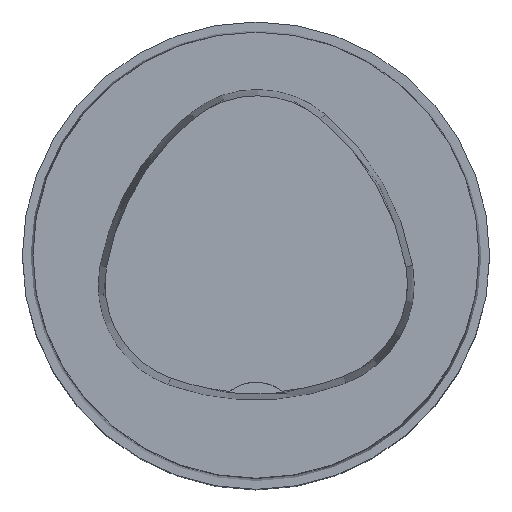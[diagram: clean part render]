
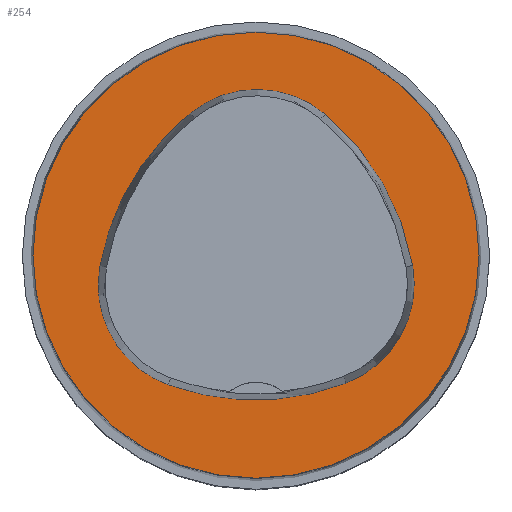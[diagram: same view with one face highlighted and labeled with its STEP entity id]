
A CAD part, top view. The second image highlights one B-rep face of the part: STEP entity #254.
In plain terms, the highlighted planar face has unit normal (0, 0, 1).
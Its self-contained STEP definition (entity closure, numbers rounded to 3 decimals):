
#184=PLANE('',#869);
#254=ADVANCED_FACE('',(#348,#349),#184,.T.);
#348=FACE_BOUND('',#420,.T.);
#349=FACE_BOUND('',#421,.T.);
#420=EDGE_LOOP('',(#547,#548,#549,#550,#551,#552));
#421=EDGE_LOOP('',(#553));
#547=ORIENTED_EDGE('',*,*,#725,.T.);
#548=ORIENTED_EDGE('',*,*,#705,.T.);
#549=ORIENTED_EDGE('',*,*,#709,.T.);
#550=ORIENTED_EDGE('',*,*,#712,.T.);
#551=ORIENTED_EDGE('',*,*,#715,.T.);
#552=ORIENTED_EDGE('',*,*,#723,.T.);
#553=ORIENTED_EDGE('',*,*,#696,.F.);
#634=VERTEX_POINT('',#1221);
#643=VERTEX_POINT('',#1240);
#644=VERTEX_POINT('',#1241);
#647=VERTEX_POINT('',#1249);
#649=VERTEX_POINT('',#1255);
#651=VERTEX_POINT('',#1261);
#658=VERTEX_POINT('',#1282);
#696=EDGE_CURVE('',#634,#634,#766,.T.);
#705=EDGE_CURVE('',#643,#644,#767,.T.);
#709=EDGE_CURVE('',#644,#647,#769,.T.);
#712=EDGE_CURVE('',#647,#649,#771,.T.);
#715=EDGE_CURVE('',#649,#651,#773,.T.);
#723=EDGE_CURVE('',#651,#658,#777,.T.);
#725=EDGE_CURVE('',#658,#643,#779,.T.);
#766=CIRCLE('',#841,31.5);
#767=CIRCLE('',#847,36.);
#769=CIRCLE('',#850,15.);
#771=CIRCLE('',#853,36.);
#773=CIRCLE('',#856,15.);
#777=CIRCLE('',#861,36.);
#779=CIRCLE('',#864,15.);
#841=AXIS2_PLACEMENT_3D('',#1220,#1005,#1006);
#847=AXIS2_PLACEMENT_3D('',#1239,#1021,#1022);
#850=AXIS2_PLACEMENT_3D('',#1248,#1029,#1030);
#853=AXIS2_PLACEMENT_3D('',#1254,#1036,#1037);
#856=AXIS2_PLACEMENT_3D('',#1260,#1043,#1044);
#861=AXIS2_PLACEMENT_3D('',#1283,#1055,#1056);
#864=AXIS2_PLACEMENT_3D('',#1286,#1061,#1062);
#869=AXIS2_PLACEMENT_3D('',#1291,#1071,#1072);
#1005=DIRECTION('',(0.,0.,-1.));
#1006=DIRECTION('',(-1.,0.,0.));
#1021=DIRECTION('',(0.,0.,-1.));
#1022=DIRECTION('',(-1.,0.,0.));
#1029=DIRECTION('',(0.,0.,-1.));
#1030=DIRECTION('',(-1.,0.,0.));
#1036=DIRECTION('',(0.,0.,-1.));
#1037=DIRECTION('',(-1.,0.,0.));
#1043=DIRECTION('',(0.,0.,-1.));
#1044=DIRECTION('',(-1.,0.,0.));
#1055=DIRECTION('',(0.,0.,-1.));
#1056=DIRECTION('',(-1.,0.,0.));
#1061=DIRECTION('',(0.,0.,-1.));
#1062=DIRECTION('',(-1.,0.,0.));
#1071=DIRECTION('',(0.,0.,1.));
#1072=DIRECTION('',(1.,0.,0.));
#1220=CARTESIAN_POINT('',(0.,0.,0.));
#1221=CARTESIAN_POINT('',(-31.5,0.,0.));
#1239=CARTESIAN_POINT('',(13.398,-7.893,0.));
#1240=CARTESIAN_POINT('',(-22.041,-1.562,0.));
#1241=CARTESIAN_POINT('',(-9.317,20.036,0.));
#1248=CARTESIAN_POINT('',(0.148,8.399,0.));
#1249=CARTESIAN_POINT('',(9.779,19.898,0.));
#1254=CARTESIAN_POINT('',(-13.337,-7.7,0.));
#1255=CARTESIAN_POINT('',(22.122,-1.48,0.));
#1260=CARTESIAN_POINT('',(7.347,-4.071,0.));
#1261=CARTESIAN_POINT('',(12.693,-18.087,0.));
#1282=CARTESIAN_POINT('',(-12.373,-18.307,0.));
#1283=CARTESIAN_POINT('',(-0.137,15.55,0.));
#1286=CARTESIAN_POINT('',(-7.275,-4.2,0.));
#1291=CARTESIAN_POINT('',(0.,0.,0.));
